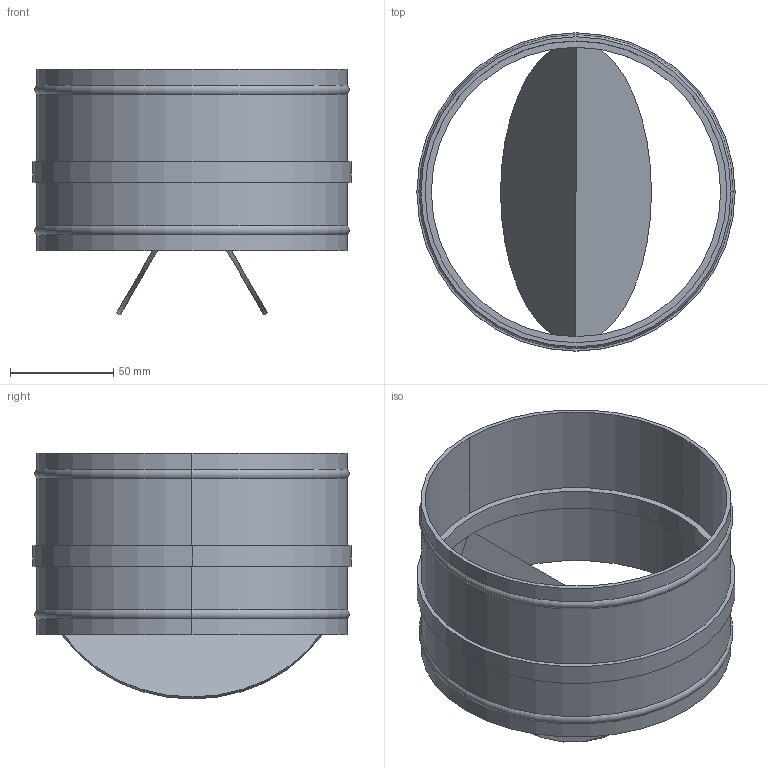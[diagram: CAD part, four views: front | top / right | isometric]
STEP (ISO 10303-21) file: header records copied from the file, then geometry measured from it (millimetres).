
FILE_DESCRIPTION (( 'STEP AP214' ), '1' );
FILE_NAME ('AVM 15.STEP', '2018-05-13T12:09:46', ( 'CADnetwork' ), ( '' ), 'SwSTEP 2.0', 'SolidWorks 2014', '' );
FILE_SCHEMA (( 'AUTOMOTIVE_DESIGN' ));
Length unit declared in the file: millimetre
Products named in the file (1): AVM 15
Bounding box: 154 x 154 x 119 mm (x, y, z)
Volume: 140267 mm3; surface area: 122193.2 mm2
Topology: 2 solids, 2 shells, 34 faces, 66 edges, 40 vertices
Faces by surface type: cylinder 20, plane 10, torus 4
Entity records: 925 total; most frequent: DIRECTION 178, CARTESIAN_POINT 147, ORIENTED_EDGE 132, AXIS2_PLACEMENT_3D 79, EDGE_CURVE 66, CIRCLE 44, VERTEX_POINT 40, EDGE_LOOP 40
